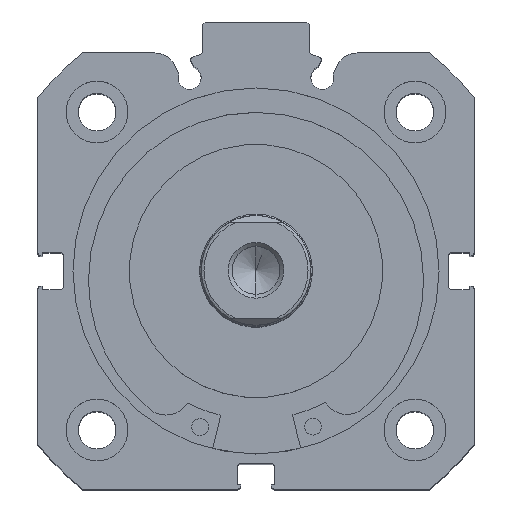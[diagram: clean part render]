
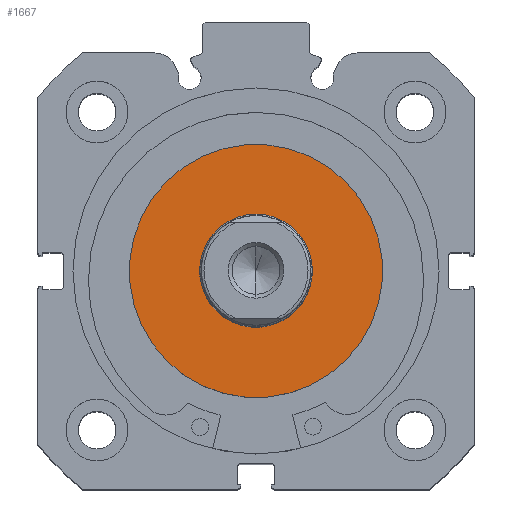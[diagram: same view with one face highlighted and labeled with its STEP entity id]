
A CAD part, top view. The second image highlights one B-rep face of the part: STEP entity #1667.
In plain terms, the highlighted face is planar.
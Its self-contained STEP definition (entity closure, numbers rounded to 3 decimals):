
#209 = VERTEX_POINT ( 'NONE', #5637 ) ;
#221 = VERTEX_POINT ( 'NONE', #5649 ) ;
#265 = VERTEX_POINT ( 'NONE', #5693 ) ;
#267 = VERTEX_POINT ( 'NONE', #5695 ) ;
#818 = EDGE_CURVE ( 'NONE', #267, #265, #3026, .T. ) ;
#825 = EDGE_CURVE ( 'NONE', #221, #209, #3036, .T. ) ;
#827 = EDGE_CURVE ( 'NONE', #265, #267, #3039, .T. ) ;
#837 = EDGE_CURVE ( 'NONE', #209, #221, #3053, .T. ) ;
#1099 = AXIS2_PLACEMENT_3D ( 'NONE', #2029, #2030, #2031 ) ;
#1100 = AXIS2_PLACEMENT_3D ( 'NONE', #2047, #2048, #2049 ) ;
#1105 = AXIS2_PLACEMENT_3D ( 'NONE', #2053, #2054, #2055 ) ;
#1110 = AXIS2_PLACEMENT_3D ( 'NONE', #2061, #2078, #2079 ) ;
#1299 = AXIS2_PLACEMENT_3D ( 'NONE', #2795, #2797, #2798 ) ;
#1667 = ADVANCED_FACE ( 'NONE', ( #3404, #3410 ), #2796, .F. ) ;
#2029 = CARTESIAN_POINT ( 'NONE',  ( 0., 0., 0. ) ) ;
#2030 = DIRECTION ( 'NONE',  ( -1., 0., 0. ) ) ;
#2031 = DIRECTION ( 'NONE',  ( 0., 0., 1. ) ) ;
#2047 = CARTESIAN_POINT ( 'NONE',  ( 0., 0., 0. ) ) ;
#2048 = DIRECTION ( 'NONE',  ( -1., 0., 0. ) ) ;
#2049 = DIRECTION ( 'NONE',  ( 0., 0., 1. ) ) ;
#2053 = CARTESIAN_POINT ( 'NONE',  ( 0., 0., 0. ) ) ;
#2054 = DIRECTION ( 'NONE',  ( -1., 0., 0. ) ) ;
#2055 = DIRECTION ( 'NONE',  ( 0., 0., 1. ) ) ;
#2061 = CARTESIAN_POINT ( 'NONE',  ( 0., 0., 0. ) ) ;
#2078 = DIRECTION ( 'NONE',  ( -1., 0., 0. ) ) ;
#2079 = DIRECTION ( 'NONE',  ( 0., 0., 1. ) ) ;
#2795 = CARTESIAN_POINT ( 'NONE',  ( 0., 22.5, 0. ) ) ;
#2796 = PLANE ( 'NONE',  #1299 ) ;
#2797 = DIRECTION ( 'NONE',  ( 1., 0., 0. ) ) ;
#2798 = DIRECTION ( 'NONE',  ( 0., 0., -1. ) ) ;
#3026 = CIRCLE ( 'NONE', #1099, 22.5 ) ;
#3036 = CIRCLE ( 'NONE', #1100, 10. ) ;
#3039 = CIRCLE ( 'NONE', #1105, 22.5 ) ;
#3053 = CIRCLE ( 'NONE', #1110, 10. ) ;
#3404 = FACE_BOUND ( 'NONE', #7265, .T. ) ;
#3410 = FACE_OUTER_BOUND ( 'NONE', #6709, .T. ) ;
#4273 = ORIENTED_EDGE ( 'NONE', *, *, #818, .T. ) ;
#4274 = ORIENTED_EDGE ( 'NONE', *, *, #827, .T. ) ;
#4275 = ORIENTED_EDGE ( 'NONE', *, *, #837, .F. ) ;
#4276 = ORIENTED_EDGE ( 'NONE', *, *, #825, .F. ) ;
#5637 = CARTESIAN_POINT ( 'NONE',  ( 0., 0., -10. ) ) ;
#5649 = CARTESIAN_POINT ( 'NONE',  ( 0., 0., 10. ) ) ;
#5693 = CARTESIAN_POINT ( 'NONE',  ( 0., 0., 22.5 ) ) ;
#5695 = CARTESIAN_POINT ( 'NONE',  ( 0., 0., -22.5 ) ) ;
#6709 = EDGE_LOOP ( 'NONE', ( #4274, #4273 ) ) ;
#7265 = EDGE_LOOP ( 'NONE', ( #4276, #4275 ) ) ;
